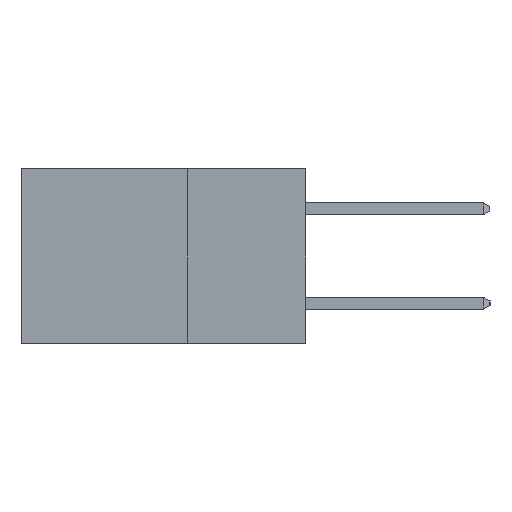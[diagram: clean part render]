
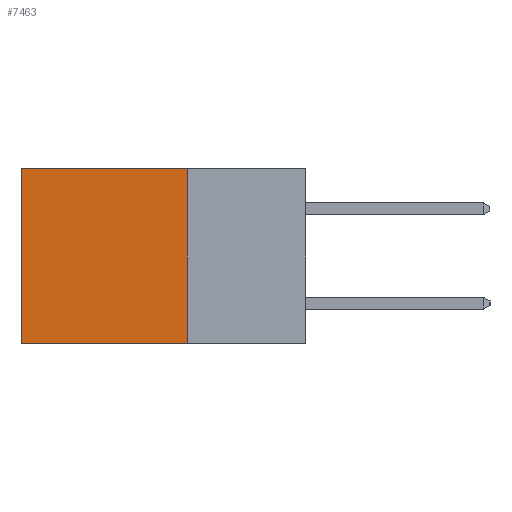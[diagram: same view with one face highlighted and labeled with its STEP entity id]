
A CAD part, left-side view. The second image highlights one B-rep face of the part: STEP entity #7463.
In plain terms, the highlighted planar face has unit normal (-1, 0, 0).
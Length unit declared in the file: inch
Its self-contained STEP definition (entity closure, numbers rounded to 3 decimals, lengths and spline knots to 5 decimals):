
#273 = VERTEX_POINT ( 'NONE', #14515 ) ;
#1208 = CARTESIAN_POINT ( 'NONE',  ( 0.2615, 0.25, 0. ) ) ;
#1251 = AXIS2_PLACEMENT_3D ( 'NONE', #7635, #9246, #20335 ) ;
#2197 = EDGE_CURVE ( 'NONE', #18999, #18913, #14414, .T. ) ;
#2776 = EDGE_LOOP ( 'NONE', ( #13313, #19827, #9356, #4442 ) ) ;
#3814 = VECTOR ( 'NONE', #5926, 39.37008 ) ;
#4442 = ORIENTED_EDGE ( 'NONE', *, *, #16995, .T. ) ;
#5287 = LINE ( 'NONE', #1208, #9533 ) ;
#5926 = DIRECTION ( 'NONE',  ( 0., 0., -1. ) ) ;
#7463 = ADVANCED_FACE ( 'NONE', ( #10924 ), #13994, .F. ) ;
#7635 = CARTESIAN_POINT ( 'NONE',  ( 0.2615, 0.25, -0.37 ) ) ;
#8331 = CARTESIAN_POINT ( 'NONE',  ( 0.2615, 0.25, 0. ) ) ;
#9246 = DIRECTION ( 'NONE',  ( 1., 0., 0. ) ) ;
#9356 = ORIENTED_EDGE ( 'NONE', *, *, #13525, .F. ) ;
#9533 = VECTOR ( 'NONE', #10681, 39.37008 ) ;
#9539 = VERTEX_POINT ( 'NONE', #8331 ) ;
#10650 = CARTESIAN_POINT ( 'NONE',  ( 0.2615, 0.25, -0.37 ) ) ;
#10681 = DIRECTION ( 'NONE',  ( 0., 1., 0. ) ) ;
#10738 = LINE ( 'NONE', #14103, #17732 ) ;
#10924 = FACE_OUTER_BOUND ( 'NONE', #2776, .T. ) ;
#13313 = ORIENTED_EDGE ( 'NONE', *, *, #2197, .T. ) ;
#13525 = EDGE_CURVE ( 'NONE', #9539, #273, #16513, .T. ) ;
#13994 = PLANE ( 'NONE',  #1251 ) ;
#14103 = CARTESIAN_POINT ( 'NONE',  ( 0.2615, 0.25, -0.37 ) ) ;
#14414 = LINE ( 'NONE', #20038, #14915 ) ;
#14515 = CARTESIAN_POINT ( 'NONE',  ( 0.2615, 0.25, -0.37 ) ) ;
#14915 = VECTOR ( 'NONE', #19498, 39.37008 ) ;
#16426 = CARTESIAN_POINT ( 'NONE',  ( 0.2615, 0.6, -0.37 ) ) ;
#16513 = LINE ( 'NONE', #10650, #3814 ) ;
#16695 = CARTESIAN_POINT ( 'NONE',  ( 0.2615, 0.6, 0. ) ) ;
#16995 = EDGE_CURVE ( 'NONE', #9539, #18999, #5287, .T. ) ;
#17291 = DIRECTION ( 'NONE',  ( 0., 1., 0. ) ) ;
#17644 = EDGE_CURVE ( 'NONE', #273, #18913, #10738, .T. ) ;
#17732 = VECTOR ( 'NONE', #17291, 39.37008 ) ;
#18913 = VERTEX_POINT ( 'NONE', #16426 ) ;
#18999 = VERTEX_POINT ( 'NONE', #16695 ) ;
#19498 = DIRECTION ( 'NONE',  ( 0., 0., -1. ) ) ;
#19827 = ORIENTED_EDGE ( 'NONE', *, *, #17644, .F. ) ;
#20038 = CARTESIAN_POINT ( 'NONE',  ( 0.2615, 0.6, -0.37 ) ) ;
#20335 = DIRECTION ( 'NONE',  ( 0., 0., -1. ) ) ;
